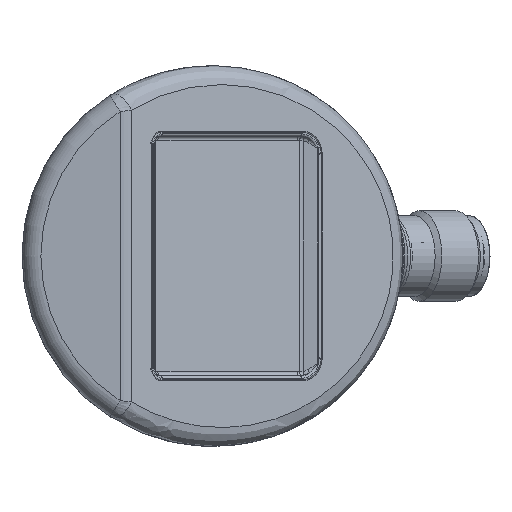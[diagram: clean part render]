
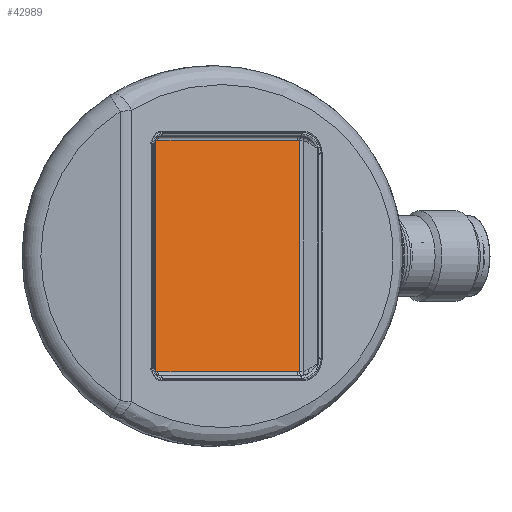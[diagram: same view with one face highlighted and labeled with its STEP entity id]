
A CAD part, front view. The second image highlights one B-rep face of the part: STEP entity #42989.
In plain terms, the highlighted planar face has unit normal (0.5, -0.866, 0).
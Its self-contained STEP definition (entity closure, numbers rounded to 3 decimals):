
#2590=LINE('',#54413,#4728);
#2591=LINE('',#54417,#4729);
#2592=LINE('',#54421,#4730);
#2593=LINE('',#54425,#4731);
#4728=VECTOR('',#47308,1000.);
#4729=VECTOR('',#47311,1000.);
#4730=VECTOR('',#47314,1000.);
#4731=VECTOR('',#47317,1000.);
#6866=ORIENTED_EDGE('',*,*,#16094,.T.);
#6867=ORIENTED_EDGE('',*,*,#16095,.T.);
#6868=ORIENTED_EDGE('',*,*,#16096,.T.);
#6869=ORIENTED_EDGE('',*,*,#16097,.T.);
#6870=ORIENTED_EDGE('',*,*,#16098,.T.);
#6871=ORIENTED_EDGE('',*,*,#16099,.T.);
#6872=ORIENTED_EDGE('',*,*,#16100,.T.);
#6873=ORIENTED_EDGE('',*,*,#16101,.T.);
#16094=EDGE_CURVE('',#20708,#20709,#23746,.F.);
#16095=EDGE_CURVE('',#20709,#20710,#2590,.T.);
#16096=EDGE_CURVE('',#20710,#20711,#23747,.F.);
#16097=EDGE_CURVE('',#20711,#20712,#2591,.T.);
#16098=EDGE_CURVE('',#20712,#20713,#23748,.F.);
#16099=EDGE_CURVE('',#20713,#20714,#2592,.T.);
#16100=EDGE_CURVE('',#20714,#20715,#23749,.F.);
#16101=EDGE_CURVE('',#20715,#20708,#2593,.T.);
#20708=VERTEX_POINT('',#54411);
#20709=VERTEX_POINT('',#54412);
#20710=VERTEX_POINT('',#54414);
#20711=VERTEX_POINT('',#54416);
#20712=VERTEX_POINT('',#54418);
#20713=VERTEX_POINT('',#54420);
#20714=VERTEX_POINT('',#54422);
#20715=VERTEX_POINT('',#54424);
#23746=CIRCLE('',#44820,1.946);
#23747=CIRCLE('',#44821,1.946);
#23748=CIRCLE('',#44822,0.446);
#23749=CIRCLE('',#44823,0.446);
#24509=EDGE_LOOP('',(#6866,#6867,#6868,#6869,#6870,#6871,#6872,#6873));
#26640=FACE_BOUND('',#24509,.T.);
#28774=PLANE('',#44819);
#42989=ADVANCED_FACE('',(#26640),#28774,.F.);
#44819=AXIS2_PLACEMENT_3D('',#54409,#47304,#47305);
#44820=AXIS2_PLACEMENT_3D('',#54410,#47306,#47307);
#44821=AXIS2_PLACEMENT_3D('',#54415,#47309,#47310);
#44822=AXIS2_PLACEMENT_3D('',#54419,#47312,#47313);
#44823=AXIS2_PLACEMENT_3D('',#54423,#47315,#47316);
#47304=DIRECTION('',(-0.5,0.866,0.));
#47305=DIRECTION('',(0.866,0.5,0.));
#47306=DIRECTION('',(-0.5,0.866,0.));
#47307=DIRECTION('',(0.866,0.5,0.));
#47308=DIRECTION('',(0.,0.,1.));
#47309=DIRECTION('',(-0.5,0.866,0.));
#47310=DIRECTION('',(0.866,0.5,0.));
#47311=DIRECTION('',(-0.866,-0.5,0.));
#47312=DIRECTION('',(-0.5,0.866,0.));
#47313=DIRECTION('',(0.866,0.5,0.));
#47314=DIRECTION('',(0.,0.,-1.));
#47315=DIRECTION('',(-0.5,0.866,0.));
#47316=DIRECTION('',(0.866,0.5,0.));
#47317=DIRECTION('',(0.866,0.5,0.));
#54409=CARTESIAN_POINT('',(11.243,-23.119,13.4));
#54410=CARTESIAN_POINT('',(11.243,-23.119,-13.4));
#54411=CARTESIAN_POINT('',(11.243,-23.119,-15.346));
#54412=CARTESIAN_POINT('',(11.526,-22.955,-15.318));
#54413=CARTESIAN_POINT('',(11.526,-22.955,15.252));
#54414=CARTESIAN_POINT('',(11.526,-22.955,15.318));
#54415=CARTESIAN_POINT('',(11.243,-23.119,13.4));
#54416=CARTESIAN_POINT('',(11.243,-23.119,15.346));
#54417=CARTESIAN_POINT('',(-7.203,-33.769,15.346));
#54418=CARTESIAN_POINT('',(-7.203,-33.769,15.346));
#54419=CARTESIAN_POINT('',(-7.203,-33.769,14.9));
#54420=CARTESIAN_POINT('',(-7.589,-33.991,14.9));
#54421=CARTESIAN_POINT('',(-7.589,-33.991,-14.9));
#54422=CARTESIAN_POINT('',(-7.589,-33.991,-14.9));
#54423=CARTESIAN_POINT('',(-7.203,-33.769,-14.9));
#54424=CARTESIAN_POINT('',(-7.203,-33.769,-15.346));
#54425=CARTESIAN_POINT('',(11.243,-23.119,-15.346));
